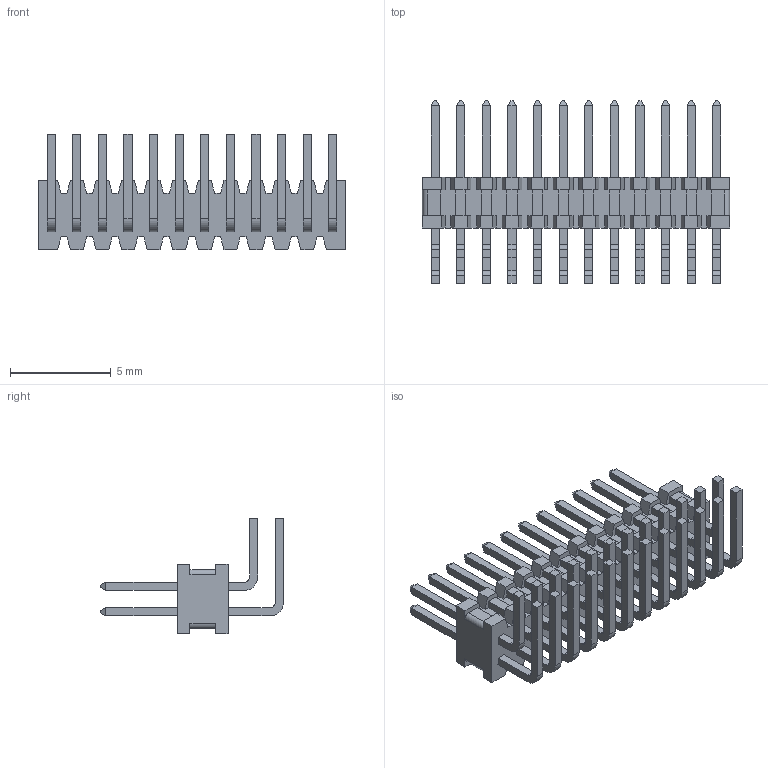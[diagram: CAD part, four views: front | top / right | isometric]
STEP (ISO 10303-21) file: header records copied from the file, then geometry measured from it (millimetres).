
FILE_DESCRIPTION (( 'STEP AP214' ), '1' );
FILE_NAME ('24.STEP', '2020-06-10T21:59:22', ( '' ), ( '' ), 'SwSTEP 2.0', 'SolidWorks 2018', '' );
FILE_SCHEMA (( 'AUTOMOTIVE_DESIGN' ));
Length unit declared in the file: inch
Products named in the file (1): 24
Bounding box: 15.24 x 9.07 x 5.71 mm (x, y, z)
Volume: 142.5 mm3; surface area: 816.2 mm2
Topology: 49 solids, 49 shells, 858 faces, 2184 edges, 1424 vertices
Faces by surface type: plane 806, cylinder 52
Entity records: 28828 total; most frequent: CARTESIAN_POINT 4467, ORIENTED_EDGE 4368, DIRECTION 4006, EDGE_CURVE 2184, LINE 2080, VECTOR 2080, VERTEX_POINT 1424, AXIS2_PLACEMENT_3D 963
